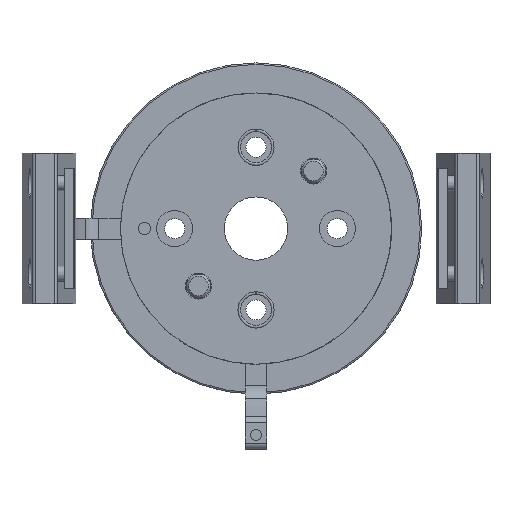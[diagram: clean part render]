
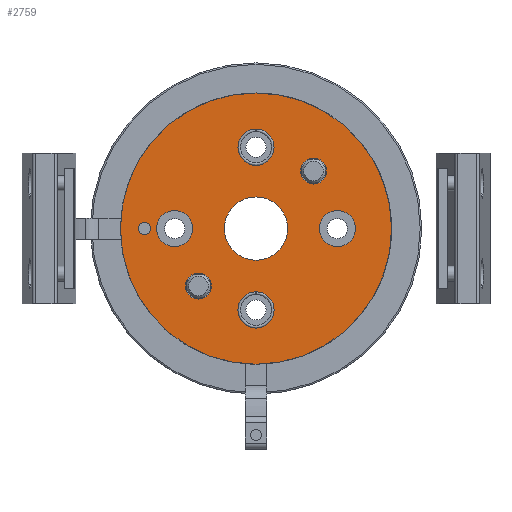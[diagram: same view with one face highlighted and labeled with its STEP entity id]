
A CAD part, front view. The second image highlights one B-rep face of the part: STEP entity #2759.
In plain terms, the highlighted planar face has unit normal (0, -1, 0).
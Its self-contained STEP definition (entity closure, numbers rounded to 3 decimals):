
#140=PLANE('',#3272);
#263=CIRCLE('',#3246,45.);
#281=CIRCLE('',#3273,10.5);
#282=CIRCLE('',#3274,6.);
#283=CIRCLE('',#3275,2.);
#284=CIRCLE('',#3276,4.3);
#285=CIRCLE('',#3277,4.3);
#286=CIRCLE('',#3278,6.);
#287=CIRCLE('',#3279,6.);
#288=CIRCLE('',#3280,6.);
#477=ORIENTED_EDGE('',*,*,#1176,.F.);
#478=ORIENTED_EDGE('',*,*,#1177,.F.);
#479=ORIENTED_EDGE('',*,*,#1178,.F.);
#480=ORIENTED_EDGE('',*,*,#1179,.F.);
#481=ORIENTED_EDGE('',*,*,#1180,.F.);
#482=ORIENTED_EDGE('',*,*,#1181,.F.);
#483=ORIENTED_EDGE('',*,*,#1182,.F.);
#484=ORIENTED_EDGE('',*,*,#1183,.F.);
#485=ORIENTED_EDGE('',*,*,#1150,.T.);
#1150=EDGE_CURVE('',#1504,#1504,#263,.T.);
#1176=EDGE_CURVE('',#1525,#1525,#281,.T.);
#1177=EDGE_CURVE('',#1526,#1526,#282,.F.);
#1178=EDGE_CURVE('',#1527,#1527,#283,.T.);
#1179=EDGE_CURVE('',#1528,#1528,#284,.T.);
#1180=EDGE_CURVE('',#1529,#1529,#285,.T.);
#1181=EDGE_CURVE('',#1530,#1530,#286,.T.);
#1182=EDGE_CURVE('',#1531,#1531,#287,.T.);
#1183=EDGE_CURVE('',#1532,#1532,#288,.T.);
#1504=VERTEX_POINT('',#4592);
#1525=VERTEX_POINT('',#4656);
#1526=VERTEX_POINT('',#4658);
#1527=VERTEX_POINT('',#4660);
#1528=VERTEX_POINT('',#4662);
#1529=VERTEX_POINT('',#4664);
#1530=VERTEX_POINT('',#4666);
#1531=VERTEX_POINT('',#4668);
#1532=VERTEX_POINT('',#4670);
#2116=EDGE_LOOP('',(#477));
#2117=EDGE_LOOP('',(#478));
#2118=EDGE_LOOP('',(#479));
#2119=EDGE_LOOP('',(#480));
#2120=EDGE_LOOP('',(#481));
#2121=EDGE_LOOP('',(#482));
#2122=EDGE_LOOP('',(#483));
#2123=EDGE_LOOP('',(#484));
#2124=EDGE_LOOP('',(#485));
#2415=FACE_BOUND('',#2116,.T.);
#2416=FACE_BOUND('',#2117,.T.);
#2417=FACE_BOUND('',#2118,.T.);
#2418=FACE_BOUND('',#2119,.T.);
#2419=FACE_BOUND('',#2120,.T.);
#2420=FACE_BOUND('',#2121,.T.);
#2421=FACE_BOUND('',#2122,.T.);
#2422=FACE_BOUND('',#2123,.T.);
#2423=FACE_BOUND('',#2124,.T.);
#2759=ADVANCED_FACE('',(#2415,#2416,#2417,#2418,#2419,#2420,#2421,#2422,
#2423),#140,.F.);
#3246=AXIS2_PLACEMENT_3D('',#4591,#3642,#3643);
#3272=AXIS2_PLACEMENT_3D('',#4654,#3700,#3701);
#3273=AXIS2_PLACEMENT_3D('',#4655,#3702,#3703);
#3274=AXIS2_PLACEMENT_3D('',#4657,#3704,#3705);
#3275=AXIS2_PLACEMENT_3D('',#4659,#3706,#3707);
#3276=AXIS2_PLACEMENT_3D('',#4661,#3708,#3709);
#3277=AXIS2_PLACEMENT_3D('',#4663,#3710,#3711);
#3278=AXIS2_PLACEMENT_3D('',#4665,#3712,#3713);
#3279=AXIS2_PLACEMENT_3D('',#4667,#3714,#3715);
#3280=AXIS2_PLACEMENT_3D('',#4669,#3716,#3717);
#3642=DIRECTION('',(0.,-1.,0.));
#3643=DIRECTION('',(0.,0.,-1.));
#3700=DIRECTION('',(0.,1.,0.));
#3701=DIRECTION('',(0.,0.,1.));
#3702=DIRECTION('',(0.,-1.,0.));
#3703=DIRECTION('',(0.,0.,-1.));
#3704=DIRECTION('',(0.,1.,0.));
#3705=DIRECTION('',(0.,0.,1.));
#3706=DIRECTION('',(0.,-1.,0.));
#3707=DIRECTION('',(0.,0.,-1.));
#3708=DIRECTION('',(0.,-1.,0.));
#3709=DIRECTION('',(0.,0.,-1.));
#3710=DIRECTION('',(0.,-1.,0.));
#3711=DIRECTION('',(0.,0.,-1.));
#3712=DIRECTION('',(0.,-1.,0.));
#3713=DIRECTION('',(0.,0.,-1.));
#3714=DIRECTION('',(0.,-1.,0.));
#3715=DIRECTION('',(0.,0.,-1.));
#3716=DIRECTION('',(0.,-1.,0.));
#3717=DIRECTION('',(0.,0.,-1.));
#4591=CARTESIAN_POINT('',(0.,0.,0.));
#4592=CARTESIAN_POINT('',(0.,0.,-45.));
#4654=CARTESIAN_POINT('',(45.,0.,0.));
#4655=CARTESIAN_POINT('',(0.,0.,0.));
#4656=CARTESIAN_POINT('',(0.,0.,-10.5));
#4657=CARTESIAN_POINT('',(27.,0.,0.));
#4658=CARTESIAN_POINT('',(27.,0.,6.));
#4659=CARTESIAN_POINT('',(0.,0.,-37.));
#4660=CARTESIAN_POINT('',(0.,0.,-39.));
#4661=CARTESIAN_POINT('',(-19.092,0.,19.092));
#4662=CARTESIAN_POINT('',(-19.092,0.,14.792));
#4663=CARTESIAN_POINT('',(19.092,0.,-19.092));
#4664=CARTESIAN_POINT('',(19.092,0.,-23.392));
#4665=CARTESIAN_POINT('',(0.,0.,27.));
#4666=CARTESIAN_POINT('',(0.,0.,21.));
#4667=CARTESIAN_POINT('',(0.,0.,-27.));
#4668=CARTESIAN_POINT('',(0.,0.,-33.));
#4669=CARTESIAN_POINT('',(-27.,0.,0.));
#4670=CARTESIAN_POINT('',(-27.,0.,-6.));
